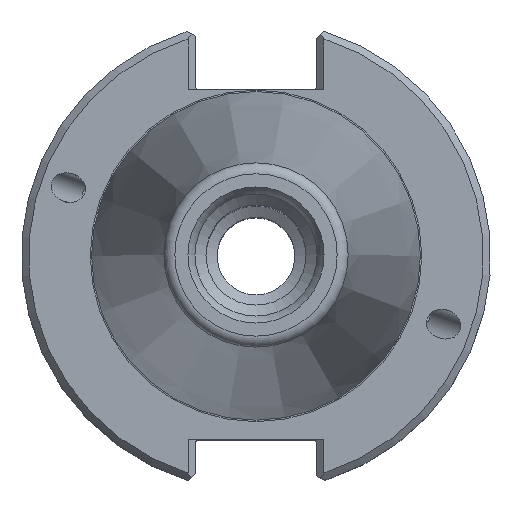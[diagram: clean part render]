
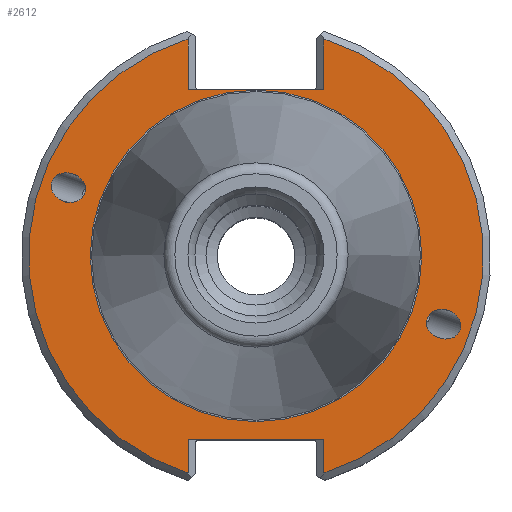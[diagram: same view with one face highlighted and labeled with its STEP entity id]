
A CAD part, top view. The second image highlights one B-rep face of the part: STEP entity #2612.
In plain terms, the highlighted planar face has unit normal (0, 0, 1).
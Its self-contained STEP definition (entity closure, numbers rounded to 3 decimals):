
#24=ELLIPSE('',#2781,2.381,1.95);
#25=ELLIPSE('',#2785,2.381,1.95);
#66=LINE('',#4100,#131);
#69=LINE('',#4111,#134);
#88=LINE('',#4197,#153);
#90=LINE('',#4213,#155);
#91=LINE('',#4215,#156);
#92=LINE('',#4217,#157);
#131=VECTOR('',#3157,1000.);
#134=VECTOR('',#3162,1000.);
#153=VECTOR('',#3213,1000.);
#155=VECTOR('',#3223,1000.);
#156=VECTOR('',#3224,1000.);
#157=VECTOR('',#3225,1000.);
#238=PLANE('',#2803);
#313=CIRCLE('',#2779,22.418);
#314=CIRCLE('',#2788,30.75);
#315=CIRCLE('',#2795,30.75);
#725=ORIENTED_EDGE('',*,*,#991,.F.);
#726=ORIENTED_EDGE('',*,*,#996,.T.);
#727=ORIENTED_EDGE('',*,*,#990,.T.);
#728=ORIENTED_EDGE('',*,*,#1021,.F.);
#729=ORIENTED_EDGE('',*,*,#986,.T.);
#730=ORIENTED_EDGE('',*,*,#1013,.T.);
#731=ORIENTED_EDGE('',*,*,#1026,.T.);
#732=ORIENTED_EDGE('',*,*,#1027,.F.);
#733=ORIENTED_EDGE('',*,*,#1028,.T.);
#734=ORIENTED_EDGE('',*,*,#984,.F.);
#735=ORIENTED_EDGE('',*,*,#983,.F.);
#983=EDGE_CURVE('',#1190,#1190,#313,.T.);
#984=EDGE_CURVE('',#1191,#1191,#24,.T.);
#986=EDGE_CURVE('',#1193,#1192,#66,.T.);
#990=EDGE_CURVE('',#1194,#1195,#69,.T.);
#991=EDGE_CURVE('',#1196,#1196,#25,.T.);
#996=EDGE_CURVE('',#1199,#1194,#314,.T.);
#1013=EDGE_CURVE('',#1192,#1210,#315,.T.);
#1021=EDGE_CURVE('',#1193,#1195,#88,.T.);
#1026=EDGE_CURVE('',#1210,#1217,#90,.T.);
#1027=EDGE_CURVE('',#1218,#1217,#91,.T.);
#1028=EDGE_CURVE('',#1218,#1199,#92,.T.);
#1190=VERTEX_POINT('',#4090);
#1191=VERTEX_POINT('',#4093);
#1192=VERTEX_POINT('',#4099);
#1193=VERTEX_POINT('',#4101);
#1194=VERTEX_POINT('',#4108);
#1195=VERTEX_POINT('',#4110);
#1196=VERTEX_POINT('',#4114);
#1199=VERTEX_POINT('',#4129);
#1210=VERTEX_POINT('',#4175);
#1217=VERTEX_POINT('',#4214);
#1218=VERTEX_POINT('',#4216);
#1465=EDGE_LOOP('',(#725));
#1466=EDGE_LOOP('',(#726,#727,#728,#729,#730,#731,#732,#733));
#1467=EDGE_LOOP('',(#734));
#1468=EDGE_LOOP('',(#735));
#1643=FACE_BOUND('',#1465,.T.);
#1644=FACE_BOUND('',#1466,.T.);
#1645=FACE_BOUND('',#1467,.T.);
#1646=FACE_BOUND('',#1468,.T.);
#2612=ADVANCED_FACE('',(#1643,#1644,#1645,#1646),#238,.T.);
#2779=AXIS2_PLACEMENT_3D('',#4089,#3149,#3150);
#2781=AXIS2_PLACEMENT_3D('',#4092,#3153,#3154);
#2785=AXIS2_PLACEMENT_3D('',#4113,#3165,#3166);
#2788=AXIS2_PLACEMENT_3D('',#4130,#3173,#3174);
#2795=AXIS2_PLACEMENT_3D('',#4176,#3199,#3200);
#2803=AXIS2_PLACEMENT_3D('',#4212,#3221,#3222);
#3149=DIRECTION('',(0.,0.,1.));
#3150=DIRECTION('',(1.,0.,0.));
#3153=DIRECTION('',(0.,0.,1.));
#3154=DIRECTION('',(-0.94,0.342,0.));
#3157=DIRECTION('',(0.,-1.,0.));
#3162=DIRECTION('',(0.,1.,0.));
#3165=DIRECTION('',(0.,0.,1.));
#3166=DIRECTION('',(0.94,-0.342,0.));
#3173=DIRECTION('',(0.,0.,1.));
#3174=DIRECTION('',(1.,0.,0.));
#3199=DIRECTION('',(0.,0.,1.));
#3200=DIRECTION('',(1.,0.,0.));
#3213=DIRECTION('',(-1.,0.,0.));
#3221=DIRECTION('',(0.,0.,1.));
#3222=DIRECTION('',(1.,0.,0.));
#3223=DIRECTION('',(0.,-1.,0.));
#3224=DIRECTION('',(1.,0.,0.));
#3225=DIRECTION('',(0.,1.,0.));
#4089=CARTESIAN_POINT('',(0.,0.,-3.17));
#4090=CARTESIAN_POINT('',(22.418,0.,-3.17));
#4092=CARTESIAN_POINT('',(25.372,-9.235,-3.17));
#4093=CARTESIAN_POINT('',(23.135,-8.42,-3.17));
#4099=CARTESIAN_POINT('',(9.19,-29.345,-3.17));
#4100=CARTESIAN_POINT('',(9.19,-30.831,-3.17));
#4101=CARTESIAN_POINT('',(9.19,-24.87,-3.17));
#4108=CARTESIAN_POINT('',(-9.19,-29.345,-3.17));
#4110=CARTESIAN_POINT('',(-9.19,-24.87,-3.17));
#4111=CARTESIAN_POINT('',(-9.19,-24.87,-3.17));
#4113=CARTESIAN_POINT('',(-25.372,9.235,-3.17));
#4114=CARTESIAN_POINT('',(-23.135,8.42,-3.17));
#4129=CARTESIAN_POINT('',(-9.19,29.345,-3.17));
#4130=CARTESIAN_POINT('',(0.,0.,-3.17));
#4175=CARTESIAN_POINT('',(9.19,29.345,-3.17));
#4176=CARTESIAN_POINT('',(0.,0.,-3.17));
#4197=CARTESIAN_POINT('',(8.19,-24.87,-3.17));
#4212=CARTESIAN_POINT('',(22.418,0.,-3.17));
#4213=CARTESIAN_POINT('',(9.19,22.46,-3.17));
#4214=CARTESIAN_POINT('',(9.19,22.46,-3.17));
#4215=CARTESIAN_POINT('',(-8.19,22.46,-3.17));
#4216=CARTESIAN_POINT('',(-9.19,22.46,-3.17));
#4217=CARTESIAN_POINT('',(-9.19,30.831,-3.17));
